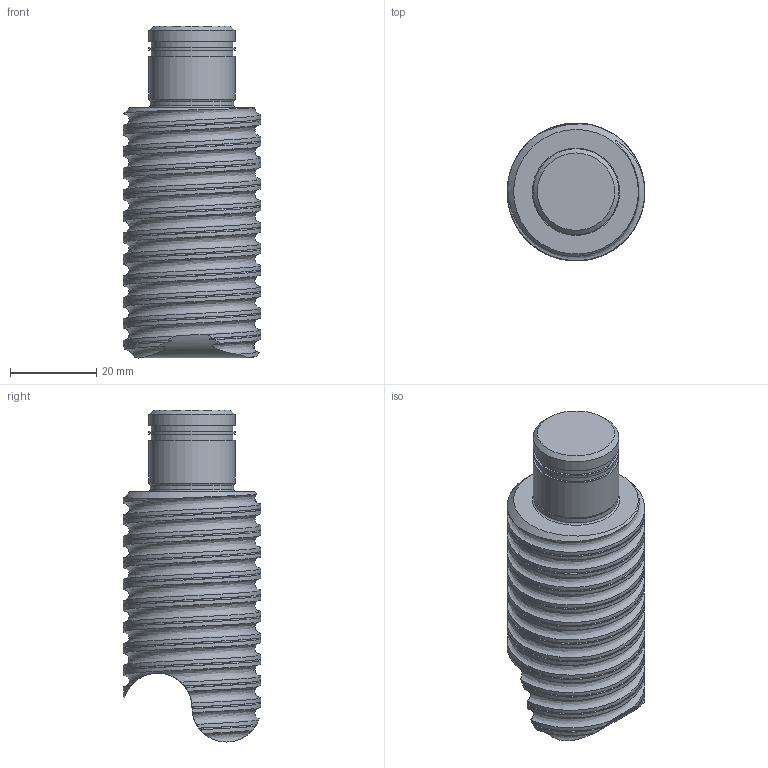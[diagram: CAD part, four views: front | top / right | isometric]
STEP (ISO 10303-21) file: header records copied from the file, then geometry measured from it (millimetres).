
FILE_DESCRIPTION(/* description */ ('Alibre Inc.'),/* implementation_level */ '2;1');
FILE_NAME(/* name */ 'export-78577778-F95D-4192-87A2-C45784423C2B',/* time_stamp */ '2020-06-16T14:53:36+02:00',/* author */ (''),/* organization */ (''),/* preprocessor_version */ 'ST-DEVELOPER v17',/* originating_system */ 'Alibre',/* authorisation */ '');
FILE_SCHEMA (('AUTOMOTIVE_DESIGN'));
Length unit declared in the file: centimetre
Bounding box: 32 x 32 x 77.2 mm (x, y, z)
Volume: 43020.6 mm3; surface area: 9875.6 mm2
Topology: 1 solids, 1 shells, 52 faces, 127 edges, 82 vertices
Faces by surface type: cylinder 20, bspline 18, cone 7, plane 6, torus 1
Full cylindrical faces by diameter (mm): 19 x2, 19.5 x1, 20 x3
Entity records: 29929 total; most frequent: CARTESIAN_POINT 29048, ORIENTED_EDGE 224, EDGE_CURVE 112, VERTEX_POINT 81, DIRECTION 78, EDGE_LOOP 71, FACE_BOUND 71, B_SPLINE_CURVE_WITH_KNOTS 65
